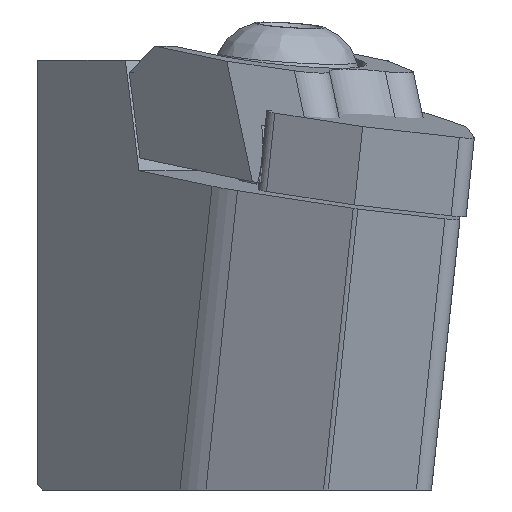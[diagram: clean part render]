
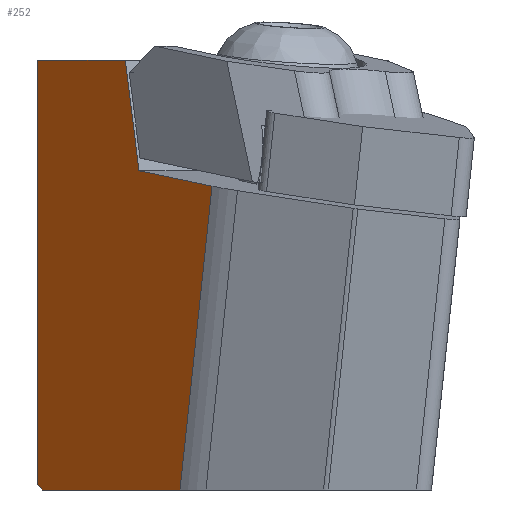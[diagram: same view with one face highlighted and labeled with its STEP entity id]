
A CAD part, left-side view. The second image highlights one B-rep face of the part: STEP entity #252.
In plain terms, the highlighted planar face has unit normal (-0.703, 0.711, 0).
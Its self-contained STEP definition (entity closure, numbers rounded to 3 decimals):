
#85=FACE_OUTER_BOUND('',#455,.T.);
#252=ADVANCED_FACE('',(#85),#349,.F.);
#349=PLANE('',#1805);
#455=EDGE_LOOP('',(#623,#624,#625,#626,#627,#628,#629));
#623=ORIENTED_EDGE('',*,*,#1202,.F.);
#624=ORIENTED_EDGE('',*,*,#1248,.F.);
#625=ORIENTED_EDGE('',*,*,#1249,.F.);
#626=ORIENTED_EDGE('',*,*,#1250,.F.);
#627=ORIENTED_EDGE('',*,*,#1251,.F.);
#628=ORIENTED_EDGE('',*,*,#1246,.F.);
#629=ORIENTED_EDGE('',*,*,#1208,.F.);
#1045=VERTEX_POINT('',#2423);
#1046=VERTEX_POINT('',#2425);
#1051=VERTEX_POINT('',#2437);
#1080=VERTEX_POINT('',#2537);
#1081=VERTEX_POINT('',#2541);
#1082=VERTEX_POINT('',#2543);
#1083=VERTEX_POINT('',#2545);
#1202=EDGE_CURVE('',#1045,#1046,#1445,.T.);
#1208=EDGE_CURVE('',#1046,#1051,#1451,.T.);
#1246=EDGE_CURVE('',#1051,#1080,#1475,.T.);
#1248=EDGE_CURVE('',#1081,#1045,#1476,.T.);
#1249=EDGE_CURVE('',#1082,#1081,#1477,.T.);
#1250=EDGE_CURVE('',#1083,#1082,#1478,.T.);
#1251=EDGE_CURVE('',#1080,#1083,#1479,.T.);
#1445=LINE('',#2424,#1612);
#1451=LINE('',#2436,#1618);
#1475=LINE('',#2536,#1642);
#1476=LINE('',#2540,#1643);
#1477=LINE('',#2542,#1644);
#1478=LINE('',#2544,#1645);
#1479=LINE('',#2546,#1646);
#1612=VECTOR('',#1940,1.);
#1618=VECTOR('',#1948,1.);
#1642=VECTOR('',#2014,1.);
#1643=VECTOR('',#2019,1.);
#1644=VECTOR('',#2020,1.);
#1645=VECTOR('',#2021,1.);
#1646=VECTOR('',#2022,1.);
#1805=AXIS2_PLACEMENT_3D('',#2547,#2023,#2024);
#1940=DIRECTION('',(-0.124,-0.122,-0.985));
#1948=DIRECTION('',(-0.703,-0.696,-0.147));
#2014=DIRECTION('',(0.105,0.104,-0.989));
#2019=DIRECTION('',(-0.711,-0.703,0.));
#2020=DIRECTION('',(0.001,0.,1.));
#2021=DIRECTION('',(0.582,0.575,0.575));
#2022=DIRECTION('',(0.711,0.703,0.));
#2023=DIRECTION('',(0.703,-0.711,0.));
#2024=DIRECTION('',(0.711,0.703,0.));
#2423=CARTESIAN_POINT('',(10.364,-5.005,4.5));
#2424=CARTESIAN_POINT('',(6.985,-8.332,-22.329));
#2425=CARTESIAN_POINT('',(9.573,-5.783,-1.781));
#2436=CARTESIAN_POINT('',(5.362,-9.948,-2.664));
#2437=CARTESIAN_POINT('',(5.362,-9.948,-2.664));
#2536=CARTESIAN_POINT('',(7.453,-7.869,-22.445));
#2537=CARTESIAN_POINT('',(7.194,-8.126,-20.));
#2540=CARTESIAN_POINT('',(7.46,-7.877,4.5));
#2541=CARTESIAN_POINT('',(15.424,0.,4.5));
#2542=CARTESIAN_POINT('',(15.408,0.,-22.45));
#2543=CARTESIAN_POINT('',(15.41,0.,-19.7));
#2544=CARTESIAN_POINT('',(9.165,-6.173,-25.873));
#2545=CARTESIAN_POINT('',(15.106,-0.3,-20.));
#2546=CARTESIAN_POINT('',(7.453,-7.87,-20.));
#2547=CARTESIAN_POINT('',(7.453,-7.869,-22.445));
